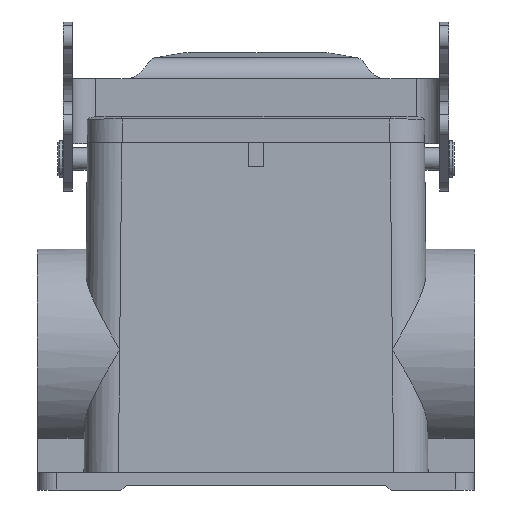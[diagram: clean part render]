
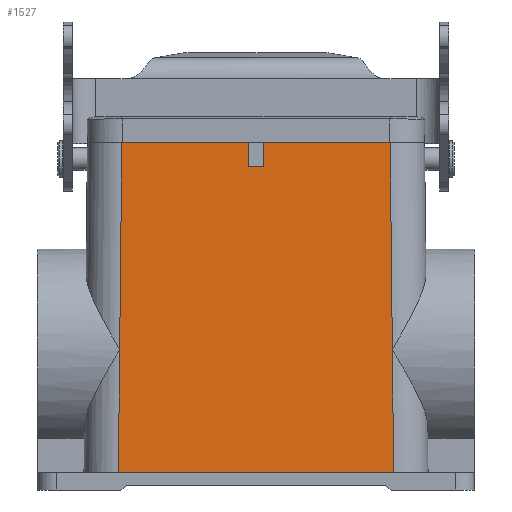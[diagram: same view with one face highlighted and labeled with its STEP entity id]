
A CAD part, left-side view. The second image highlights one B-rep face of the part: STEP entity #1527.
In plain terms, the highlighted planar face has unit normal (-1, 0, 0.011).
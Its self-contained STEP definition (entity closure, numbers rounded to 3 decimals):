
#121=PLANE('',#5801);
#285=FACE_OUTER_BOUND('',#2287,.T.);
#626=LINE('',#7780,#1037);
#630=LINE('',#7796,#1041);
#684=LINE('',#8211,#1095);
#768=LINE('',#8753,#1179);
#769=LINE('',#8755,#1180);
#770=LINE('',#8757,#1181);
#771=LINE('',#8758,#1182);
#772=LINE('',#8760,#1183);
#773=LINE('',#8761,#1184);
#774=LINE('',#8763,#1185);
#1037=VECTOR('',#6201,1.);
#1041=VECTOR('',#6213,1.);
#1095=VECTOR('',#6381,1.);
#1179=VECTOR('',#6695,1.);
#1180=VECTOR('',#6696,1.);
#1181=VECTOR('',#6697,1.);
#1182=VECTOR('',#6698,1.);
#1183=VECTOR('',#6699,1.);
#1184=VECTOR('',#6700,1.);
#1185=VECTOR('',#6701,1.);
#1527=ADVANCED_FACE('',(#285),#121,.T.);
#2287=EDGE_LOOP('',(#3004,#3005,#3006,#3007,#3008,#3009,#3010,#3011,#3012,
#3013));
#3004=ORIENTED_EDGE('',*,*,#5003,.F.);
#3005=ORIENTED_EDGE('',*,*,#5004,.F.);
#3006=ORIENTED_EDGE('',*,*,#5005,.F.);
#3007=ORIENTED_EDGE('',*,*,#4739,.T.);
#3008=ORIENTED_EDGE('',*,*,#5006,.F.);
#3009=ORIENTED_EDGE('',*,*,#5007,.F.);
#3010=ORIENTED_EDGE('',*,*,#4842,.T.);
#3011=ORIENTED_EDGE('',*,*,#5008,.T.);
#3012=ORIENTED_EDGE('',*,*,#5009,.T.);
#3013=ORIENTED_EDGE('',*,*,#4731,.T.);
#4194=VERTEX_POINT('',#7779);
#4195=VERTEX_POINT('',#7781);
#4202=VERTEX_POINT('',#7795);
#4203=VERTEX_POINT('',#7797);
#4285=VERTEX_POINT('',#8210);
#4286=VERTEX_POINT('',#8212);
#4396=VERTEX_POINT('',#8754);
#4397=VERTEX_POINT('',#8756);
#4398=VERTEX_POINT('',#8759);
#4399=VERTEX_POINT('',#8762);
#4731=EDGE_CURVE('',#4195,#4194,#626,.T.);
#4739=EDGE_CURVE('',#4203,#4202,#630,.T.);
#4842=EDGE_CURVE('',#4286,#4285,#684,.T.);
#5003=EDGE_CURVE('',#4396,#4194,#768,.T.);
#5004=EDGE_CURVE('',#4397,#4396,#769,.T.);
#5005=EDGE_CURVE('',#4203,#4397,#770,.T.);
#5006=EDGE_CURVE('',#4398,#4202,#771,.T.);
#5007=EDGE_CURVE('',#4286,#4398,#772,.T.);
#5008=EDGE_CURVE('',#4285,#4399,#773,.T.);
#5009=EDGE_CURVE('',#4399,#4195,#774,.T.);
#5801=AXIS2_PLACEMENT_3D('',#8764,#6702,#6703);
#6201=DIRECTION('',(0.,1.,0.));
#6213=DIRECTION('',(0.,1.,0.));
#6381=DIRECTION('',(0.,-1.,0.));
#6695=DIRECTION('',(0.01,0.,1.));
#6696=DIRECTION('',(0.,-1.,0.));
#6697=DIRECTION('',(-0.01,0.,-1.));
#6698=DIRECTION('',(0.01,-0.01,1.));
#6699=DIRECTION('',(0.01,-0.01,1.));
#6700=DIRECTION('',(0.01,0.01,1.));
#6701=DIRECTION('',(0.01,0.01,1.));
#6702=DIRECTION('',(-1.,0.,0.01));
#6703=DIRECTION('',(-0.01,0.,-1.));
#7779=CARTESIAN_POINT('',(-21.352,-1.65,45.5));
#7780=CARTESIAN_POINT('',(-21.352,-28.852,45.5));
#7781=CARTESIAN_POINT('',(-21.352,-28.852,45.5));
#7795=CARTESIAN_POINT('',(-21.352,28.852,45.5));
#7796=CARTESIAN_POINT('',(-21.352,-28.852,45.5));
#7797=CARTESIAN_POINT('',(-21.352,1.65,45.5));
#8210=CARTESIAN_POINT('',(-22.094,-29.594,-25.4));
#8211=CARTESIAN_POINT('',(-22.094,29.594,-25.4));
#8212=CARTESIAN_POINT('',(-22.094,29.594,-25.4));
#8753=CARTESIAN_POINT('',(-21.404,-1.65,40.5));
#8754=CARTESIAN_POINT('',(-21.404,-1.65,40.5));
#8755=CARTESIAN_POINT('',(-21.404,1.65,40.5));
#8756=CARTESIAN_POINT('',(-21.404,1.65,40.5));
#8757=CARTESIAN_POINT('',(-21.352,1.65,45.5));
#8758=CARTESIAN_POINT('',(-21.817,29.318,1.028));
#8759=CARTESIAN_POINT('',(-21.817,29.318,1.028));
#8760=CARTESIAN_POINT('',(-22.094,29.594,-25.4));
#8761=CARTESIAN_POINT('',(-22.094,-29.594,-25.4));
#8762=CARTESIAN_POINT('',(-21.817,-29.318,1.028));
#8763=CARTESIAN_POINT('',(-21.817,-29.318,1.028));
#8764=CARTESIAN_POINT('',(-21.35,10.25,45.649));
